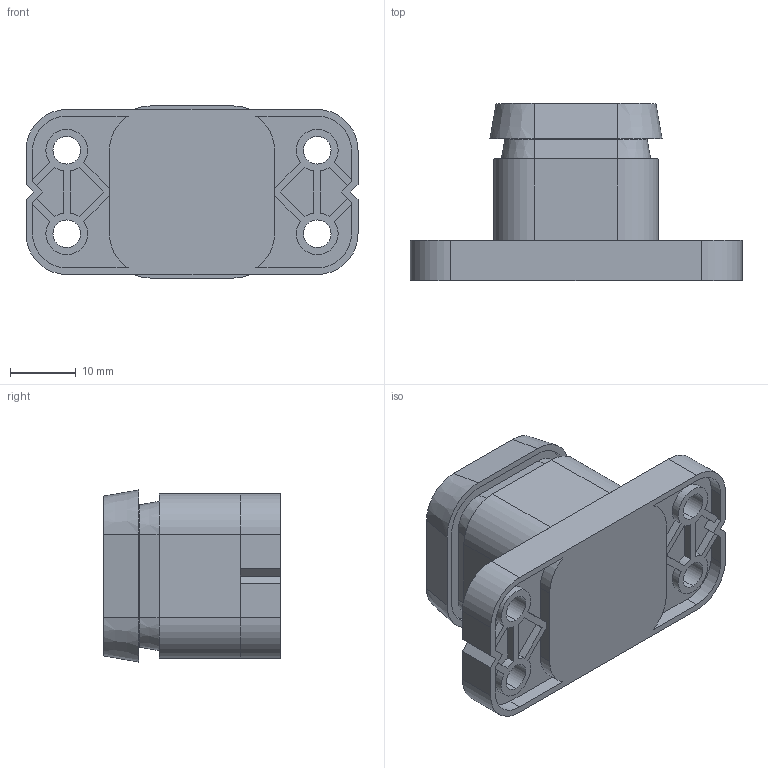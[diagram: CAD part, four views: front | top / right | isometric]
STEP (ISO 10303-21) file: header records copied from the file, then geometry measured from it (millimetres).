
FILE_DESCRIPTION (( 'STEP AP214' ), '1' );
FILE_NAME ('228-2677 Rev2.STEP', '2014-03-06T21:55:45', ( '' ), ( '' ), 'SwSTEP 2.0', 'SolidWorks 2013', '' );
FILE_SCHEMA (( 'AUTOMOTIVE_DESIGN' ));
Length unit declared in the file: millimetre
Products named in the file (4): 228-2677-003; 228-2677-002; 228-2677-001; 228-2677 Rev2
Assembly tree (3 placements, depth 2):
  228-2677 Rev2
    228-2677-003
    228-2677-002
    228-2677-001
Bounding box: 50.5 x 26.89 x 26.18 mm (x, y, z)
Volume: 15095.9 mm3; surface area: 9830.4 mm2
Topology: 3 solids, 3 shells, 318 faces, 868 edges, 578 vertices
Faces by surface type: plane 205, cylinder 101, cone 12
Entity records: 13750 total; most frequent: CARTESIAN_POINT 1770, DIRECTION 1742, ORIENTED_EDGE 1736, EDGE_CURVE 868, VECTOR 642, LINE 642, VERTEX_POINT 578, AXIS2_PLACEMENT_3D 550
